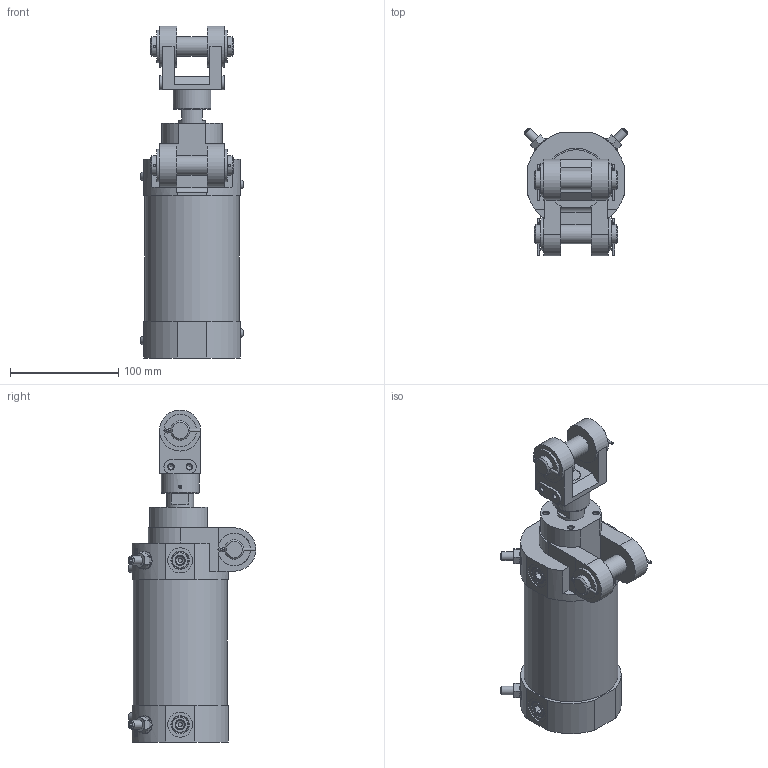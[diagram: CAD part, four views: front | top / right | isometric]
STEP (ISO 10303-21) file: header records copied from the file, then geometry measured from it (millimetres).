
FILE_DESCRIPTION(/* description */ ('STEP AP214'),/* implementation_level */ '2;1');
FILE_NAME(/* name */ '557914_DW-80-50-Y-AB',/* time_stamp */ '2024-08-23T14:27:00+02:00',/* author */ ('License CC BY-ND 4.0'),/* organization */ ('CADENAS'),/* preprocessor_version */ 'ST-DEVELOPER v19.3',/* originating_system */ 'PARTsolutions',/* authorisation */ ' ');
FILE_SCHEMA (('AUTOMOTIVE_DESIGN {1 0 10303 214 3 1 1}'));
Length unit declared in the file: millimetre
Products named in the file (6): 557914 DW-80-50-Y-AB---(0); 729594 DW-80-50-RCAB_ZYL; 729600 DWA-80-50_K; 729642 SGH--80_GK; 729629 80_ST; 729631 RC3/8_BS
Assembly tree (8 placements, depth 2):
  557914 DW-80-50-Y-AB---(0)
    729594 DW-80-50-RCAB_ZYL
    729600 DWA-80-50_K
    729642 SGH--80_GK
    729629 80_ST
    729631 RC3/8_BS  x4
Bounding box: 96.17 x 118.08 x 307 mm (x, y, z)
Volume: 1134282 mm3; surface area: 184816.7 mm2
Topology: 8 solids, 8 shells, 561 faces, 1321 edges, 830 vertices
Faces by surface type: plane 325, cylinder 116, cone 95, torus 25
Full cylindrical faces by diameter (mm): 2.3 x8, 3 x3, 4.917 x8, 8 x4, 18 x8, 18.376 x1, 20 x1, 21 x1, 23 x6, 25 x3, 30 x4, 35 x1, 38 x2, 80 x2, 87 x1
Entity records: 14105 total; most frequent: CARTESIAN_POINT 2934, DIRECTION 2302, ORIENTED_EDGE 2080, EDGE_CURVE 1040, AXIS2_PLACEMENT_3D 893, VERTEX_POINT 728, FACE_BOUND 702, EDGE_LOOP 690
